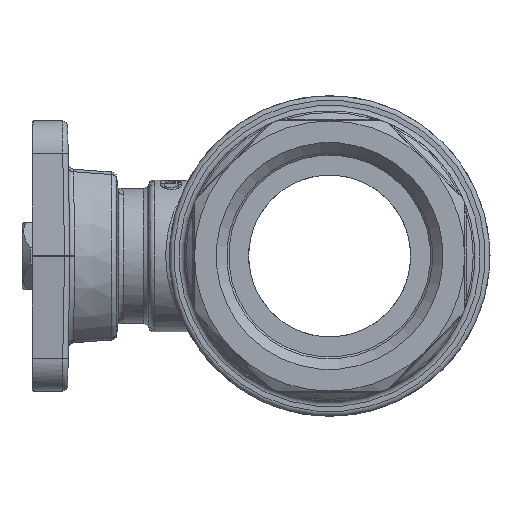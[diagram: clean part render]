
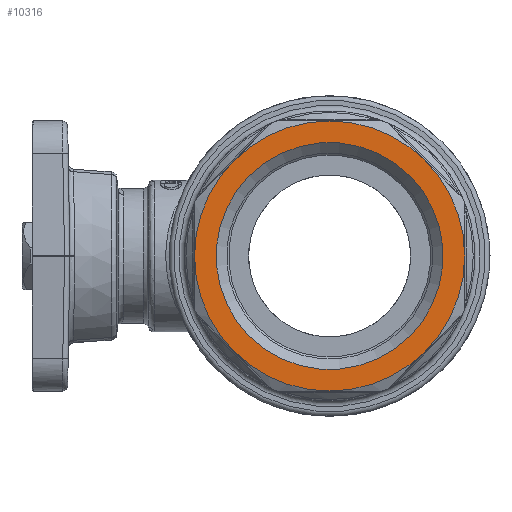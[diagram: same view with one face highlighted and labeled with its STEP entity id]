
A CAD part, left-side view. The second image highlights one B-rep face of the part: STEP entity #10316.
In plain terms, the highlighted planar face has unit normal (-1, 0, 0).
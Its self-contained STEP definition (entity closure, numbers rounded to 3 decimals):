
#1024=FACE_BOUND('',#2548,.T.);
#1201=PLANE('',#11271);
#1891=FACE_OUTER_BOUND('',#2547,.T.);
#2547=EDGE_LOOP('',(#9266,#9267,#9268,#9269,#9270,#9271,#9272,#9273));
#2548=EDGE_LOOP('',(#9274));
#3992=CIRCLE('',#11249,20.);
#3994=CIRCLE('',#11252,20.);
#3996=CIRCLE('',#11255,20.);
#3998=CIRCLE('',#11258,20.);
#3999=CIRCLE('',#11260,20.);
#4001=CIRCLE('',#11263,20.);
#4003=CIRCLE('',#11266,20.);
#4005=CIRCLE('',#11269,20.);
#4007=CIRCLE('',#11272,16.8);
#4911=VERTEX_POINT('',#23383);
#4915=VERTEX_POINT('',#23399);
#4917=VERTEX_POINT('',#23406);
#4922=VERTEX_POINT('',#23428);
#4927=VERTEX_POINT('',#23450);
#4932=VERTEX_POINT('',#23475);
#4937=VERTEX_POINT('',#23497);
#4942=VERTEX_POINT('',#23519);
#4950=VERTEX_POINT('',#23558);
#6364=EDGE_CURVE('',#4915,#4911,#3992,.T.);
#6370=EDGE_CURVE('',#4911,#4917,#3994,.T.);
#6376=EDGE_CURVE('',#4917,#4922,#3996,.T.);
#6382=EDGE_CURVE('',#4922,#4927,#3998,.T.);
#6384=EDGE_CURVE('',#4927,#4932,#3999,.T.);
#6390=EDGE_CURVE('',#4932,#4937,#4001,.T.);
#6396=EDGE_CURVE('',#4937,#4942,#4003,.T.);
#6402=EDGE_CURVE('',#4942,#4915,#4005,.T.);
#6407=EDGE_CURVE('',#4950,#4950,#4007,.T.);
#9266=ORIENTED_EDGE('',*,*,#6364,.F.);
#9267=ORIENTED_EDGE('',*,*,#6402,.F.);
#9268=ORIENTED_EDGE('',*,*,#6396,.F.);
#9269=ORIENTED_EDGE('',*,*,#6390,.F.);
#9270=ORIENTED_EDGE('',*,*,#6384,.F.);
#9271=ORIENTED_EDGE('',*,*,#6382,.F.);
#9272=ORIENTED_EDGE('',*,*,#6376,.F.);
#9273=ORIENTED_EDGE('',*,*,#6370,.F.);
#9274=ORIENTED_EDGE('',*,*,#6407,.T.);
#10316=ADVANCED_FACE('',(#1891,#1024),#1201,.F.);
#11249=AXIS2_PLACEMENT_3D('',#23403,#13330,#13331);
#11252=AXIS2_PLACEMENT_3D('',#23425,#13336,#13337);
#11255=AXIS2_PLACEMENT_3D('',#23447,#13342,#13343);
#11258=AXIS2_PLACEMENT_3D('',#23469,#13348,#13349);
#11260=AXIS2_PLACEMENT_3D('',#23476,#13352,#13353);
#11263=AXIS2_PLACEMENT_3D('',#23498,#13358,#13359);
#11266=AXIS2_PLACEMENT_3D('',#23520,#13364,#13365);
#11269=AXIS2_PLACEMENT_3D('',#23541,#13370,#13371);
#11271=AXIS2_PLACEMENT_3D('',#23557,#13374,#13375);
#11272=AXIS2_PLACEMENT_3D('',#23559,#13376,#13377);
#13330=DIRECTION('center_axis',(1.,0.,0.));
#13331=DIRECTION('ref_axis',(0.,-1.,0.));
#13336=DIRECTION('center_axis',(1.,0.,0.));
#13337=DIRECTION('ref_axis',(0.,-1.,0.));
#13342=DIRECTION('center_axis',(1.,0.,0.));
#13343=DIRECTION('ref_axis',(0.,-1.,0.));
#13348=DIRECTION('center_axis',(1.,0.,0.));
#13349=DIRECTION('ref_axis',(0.,-1.,0.));
#13352=DIRECTION('center_axis',(1.,0.,0.));
#13353=DIRECTION('ref_axis',(0.,-1.,0.));
#13358=DIRECTION('center_axis',(1.,0.,0.));
#13359=DIRECTION('ref_axis',(0.,-1.,0.));
#13364=DIRECTION('center_axis',(1.,0.,0.));
#13365=DIRECTION('ref_axis',(0.,-1.,0.));
#13370=DIRECTION('center_axis',(1.,0.,0.));
#13371=DIRECTION('ref_axis',(0.,-1.,0.));
#13374=DIRECTION('center_axis',(1.,0.,0.));
#13375=DIRECTION('ref_axis',(0.,0.,-1.));
#13376=DIRECTION('center_axis',(1.,0.,0.));
#13377=DIRECTION('ref_axis',(0.,-1.,0.));
#23383=CARTESIAN_POINT('',(-20.4,-14.142,-14.142));
#23399=CARTESIAN_POINT('',(-20.4,-20.,0.));
#23403=CARTESIAN_POINT('Origin',(-20.4,0.,0.));
#23406=CARTESIAN_POINT('',(-20.4,0.,-20.));
#23425=CARTESIAN_POINT('Origin',(-20.4,0.,0.));
#23428=CARTESIAN_POINT('',(-20.4,14.142,-14.142));
#23447=CARTESIAN_POINT('Origin',(-20.4,0.,0.));
#23450=CARTESIAN_POINT('',(-20.4,20.,0.));
#23469=CARTESIAN_POINT('Origin',(-20.4,0.,0.));
#23475=CARTESIAN_POINT('',(-20.4,14.142,14.142));
#23476=CARTESIAN_POINT('Origin',(-20.4,0.,0.));
#23497=CARTESIAN_POINT('',(-20.4,0.,20.));
#23498=CARTESIAN_POINT('Origin',(-20.4,0.,0.));
#23519=CARTESIAN_POINT('',(-20.4,-14.142,14.142));
#23520=CARTESIAN_POINT('Origin',(-20.4,0.,0.));
#23541=CARTESIAN_POINT('Origin',(-20.4,0.,0.));
#23557=CARTESIAN_POINT('Origin',(-20.4,-18.4,0.));
#23558=CARTESIAN_POINT('',(-20.4,16.8,0.));
#23559=CARTESIAN_POINT('Origin',(-20.4,0.,0.));
